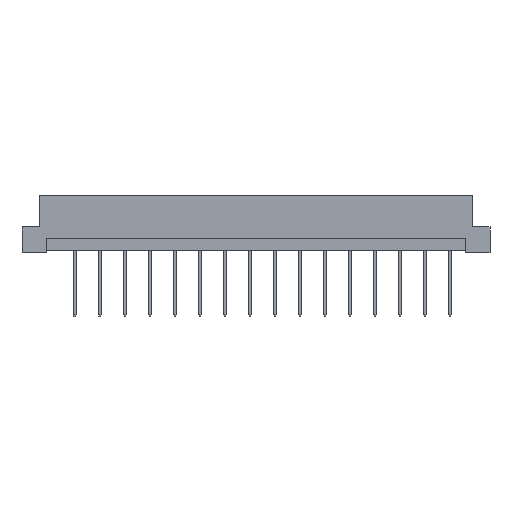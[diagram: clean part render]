
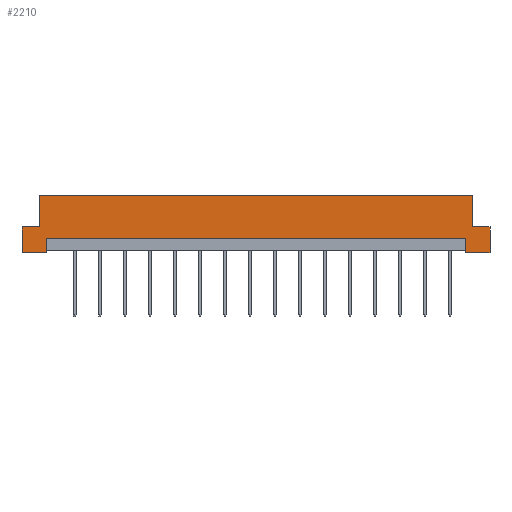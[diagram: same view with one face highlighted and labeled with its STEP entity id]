
A CAD part, front view. The second image highlights one B-rep face of the part: STEP entity #2210.
In plain terms, the highlighted planar face has unit normal (0, -1, 0).
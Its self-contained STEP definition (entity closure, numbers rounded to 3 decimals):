
#84 = ORIENTED_EDGE ( 'NONE', *, *, #15046, .F. ) ;
#204 = EDGE_CURVE ( 'NONE', #7016, #15008, #7433, .T. ) ;
#873 = DIRECTION ( 'NONE',  ( 0., 0., 1. ) ) ;
#1352 = DIRECTION ( 'NONE',  ( -1., 0., 0. ) ) ;
#1460 = EDGE_CURVE ( 'NONE', #15723, #8634, #3680, .T. ) ;
#1517 = VERTEX_POINT ( 'NONE', #3609 ) ;
#1551 = CARTESIAN_POINT ( 'NONE',  ( -47.5, 0., 11.6 ) ) ;
#1679 = DIRECTION ( 'NONE',  ( 0., 0., 1. ) ) ;
#1919 = EDGE_CURVE ( 'NONE', #7016, #5243, #9740, .T. ) ;
#2003 = VECTOR ( 'NONE', #12367, 1000. ) ;
#2053 = DIRECTION ( 'NONE',  ( -1., 0., 0. ) ) ;
#2080 = CARTESIAN_POINT ( 'NONE',  ( 44., 0., 5.2 ) ) ;
#2096 = DIRECTION ( 'NONE',  ( 0., 0., -1. ) ) ;
#2210 = ADVANCED_FACE ( 'NONE', ( #2983 ), #9130, .F. ) ;
#2275 = CARTESIAN_POINT ( 'NONE',  ( -44., 0., 5.2 ) ) ;
#2436 = ORIENTED_EDGE ( 'NONE', *, *, #11321, .F. ) ;
#2769 = LINE ( 'NONE', #7643, #4300 ) ;
#2807 = LINE ( 'NONE', #11351, #3183 ) ;
#2903 = CARTESIAN_POINT ( 'NONE',  ( -42.6, 0., 0. ) ) ;
#2983 = FACE_OUTER_BOUND ( 'NONE', #7100, .T. ) ;
#3183 = VECTOR ( 'NONE', #1679, 1000. ) ;
#3488 = CARTESIAN_POINT ( 'NONE',  ( -44., 0., 11.6 ) ) ;
#3545 = CARTESIAN_POINT ( 'NONE',  ( 42.6, 0., 0. ) ) ;
#3566 = LINE ( 'NONE', #5961, #8875 ) ;
#3609 = CARTESIAN_POINT ( 'NONE',  ( 44., 0., 5.2 ) ) ;
#3659 = DIRECTION ( 'NONE',  ( 0., 0., -1. ) ) ;
#3680 = LINE ( 'NONE', #4953, #8275 ) ;
#4300 = VECTOR ( 'NONE', #7793, 1000. ) ;
#4486 = ORIENTED_EDGE ( 'NONE', *, *, #14355, .F. ) ;
#4525 = CARTESIAN_POINT ( 'NONE',  ( -42.6, 0., 2.9 ) ) ;
#4644 = LINE ( 'NONE', #13066, #10390 ) ;
#4717 = ORIENTED_EDGE ( 'NONE', *, *, #10221, .F. ) ;
#4905 = CARTESIAN_POINT ( 'NONE',  ( -44., 0., 5.2 ) ) ;
#4932 = CARTESIAN_POINT ( 'NONE',  ( 42.6, 0., 0.5 ) ) ;
#4953 = CARTESIAN_POINT ( 'NONE',  ( -47.5, 0., 5.2 ) ) ;
#5182 = ORIENTED_EDGE ( 'NONE', *, *, #204, .F. ) ;
#5243 = VERTEX_POINT ( 'NONE', #3545 ) ;
#5436 = ORIENTED_EDGE ( 'NONE', *, *, #8349, .F. ) ;
#5471 = LINE ( 'NONE', #12605, #7788 ) ;
#5961 = CARTESIAN_POINT ( 'NONE',  ( -47.5, 0., 0. ) ) ;
#6192 = ORIENTED_EDGE ( 'NONE', *, *, #7331, .F. ) ;
#6368 = ORIENTED_EDGE ( 'NONE', *, *, #1460, .F. ) ;
#6667 = CARTESIAN_POINT ( 'NONE',  ( 42.6, 0., 2.9 ) ) ;
#6804 = VERTEX_POINT ( 'NONE', #3488 ) ;
#6848 = VECTOR ( 'NONE', #873, 1000. ) ;
#6874 = LINE ( 'NONE', #11754, #13487 ) ;
#6876 = CARTESIAN_POINT ( 'NONE',  ( -47.5, 0., 5.2 ) ) ;
#6959 = AXIS2_PLACEMENT_3D ( 'NONE', #1551, #10333, #15247 ) ;
#7016 = VERTEX_POINT ( 'NONE', #6667 ) ;
#7100 = EDGE_LOOP ( 'NONE', ( #5182, #8471, #84, #5436, #7158, #8252, #14439, #6192, #6368, #2436, #4486, #4717 ) ) ;
#7149 = DIRECTION ( 'NONE',  ( 0., 0., 1. ) ) ;
#7158 = ORIENTED_EDGE ( 'NONE', *, *, #8245, .F. ) ;
#7331 = EDGE_CURVE ( 'NONE', #8634, #6804, #13241, .T. ) ;
#7433 = LINE ( 'NONE', #12322, #11290 ) ;
#7643 = CARTESIAN_POINT ( 'NONE',  ( 47.5, 0., 0. ) ) ;
#7788 = VECTOR ( 'NONE', #10350, 1000. ) ;
#7793 = DIRECTION ( 'NONE',  ( 0., 0., -1. ) ) ;
#8245 = EDGE_CURVE ( 'NONE', #1517, #13427, #14635, .T. ) ;
#8252 = ORIENTED_EDGE ( 'NONE', *, *, #9282, .T. ) ;
#8275 = VECTOR ( 'NONE', #10961, 1000. ) ;
#8349 = EDGE_CURVE ( 'NONE', #13427, #11249, #2769, .T. ) ;
#8471 = ORIENTED_EDGE ( 'NONE', *, *, #1919, .T. ) ;
#8634 = VERTEX_POINT ( 'NONE', #4905 ) ;
#8694 = VERTEX_POINT ( 'NONE', #10899 ) ;
#8875 = VECTOR ( 'NONE', #2053, 1000. ) ;
#9130 = PLANE ( 'NONE',  #6959 ) ;
#9282 = EDGE_CURVE ( 'NONE', #1517, #8694, #15463, .T. ) ;
#9740 = LINE ( 'NONE', #4932, #13568 ) ;
#9955 = VERTEX_POINT ( 'NONE', #2903 ) ;
#10221 = EDGE_CURVE ( 'NONE', #15008, #9955, #4644, .T. ) ;
#10231 = CARTESIAN_POINT ( 'NONE',  ( -47.5, 0., 0. ) ) ;
#10333 = DIRECTION ( 'NONE',  ( 0., 1., 0. ) ) ;
#10350 = DIRECTION ( 'NONE',  ( 1., 0., 0. ) ) ;
#10390 = VECTOR ( 'NONE', #2096, 1000. ) ;
#10459 = VERTEX_POINT ( 'NONE', #10231 ) ;
#10469 = DIRECTION ( 'NONE',  ( -1., 0., 0. ) ) ;
#10899 = CARTESIAN_POINT ( 'NONE',  ( 44., 0., 11.6 ) ) ;
#10920 = CARTESIAN_POINT ( 'NONE',  ( 47.5, 0., 5.2 ) ) ;
#10961 = DIRECTION ( 'NONE',  ( 1., 0., 0. ) ) ;
#11249 = VERTEX_POINT ( 'NONE', #15786 ) ;
#11290 = VECTOR ( 'NONE', #1352, 1000. ) ;
#11321 = EDGE_CURVE ( 'NONE', #10459, #15723, #2807, .T. ) ;
#11351 = CARTESIAN_POINT ( 'NONE',  ( -47.5, 0., 0. ) ) ;
#11551 = CARTESIAN_POINT ( 'NONE',  ( 47.5, 0., 5.2 ) ) ;
#11754 = CARTESIAN_POINT ( 'NONE',  ( -47.5, 0., 0. ) ) ;
#12102 = EDGE_CURVE ( 'NONE', #6804, #8694, #5471, .T. ) ;
#12322 = CARTESIAN_POINT ( 'NONE',  ( 42.6, 0., 2.9 ) ) ;
#12367 = DIRECTION ( 'NONE',  ( 1., 0., 0. ) ) ;
#12605 = CARTESIAN_POINT ( 'NONE',  ( -47.5, 0., 11.6 ) ) ;
#13066 = CARTESIAN_POINT ( 'NONE',  ( -42.6, 0., 0.5 ) ) ;
#13241 = LINE ( 'NONE', #2275, #13510 ) ;
#13427 = VERTEX_POINT ( 'NONE', #11551 ) ;
#13487 = VECTOR ( 'NONE', #10469, 1000. ) ;
#13510 = VECTOR ( 'NONE', #7149, 1000. ) ;
#13568 = VECTOR ( 'NONE', #3659, 1000. ) ;
#14355 = EDGE_CURVE ( 'NONE', #9955, #10459, #6874, .T. ) ;
#14439 = ORIENTED_EDGE ( 'NONE', *, *, #12102, .F. ) ;
#14635 = LINE ( 'NONE', #10920, #2003 ) ;
#15008 = VERTEX_POINT ( 'NONE', #4525 ) ;
#15046 = EDGE_CURVE ( 'NONE', #11249, #5243, #3566, .T. ) ;
#15247 = DIRECTION ( 'NONE',  ( 0., 0., 1. ) ) ;
#15463 = LINE ( 'NONE', #2080, #6848 ) ;
#15723 = VERTEX_POINT ( 'NONE', #6876 ) ;
#15786 = CARTESIAN_POINT ( 'NONE',  ( 47.5, 0., 0. ) ) ;
